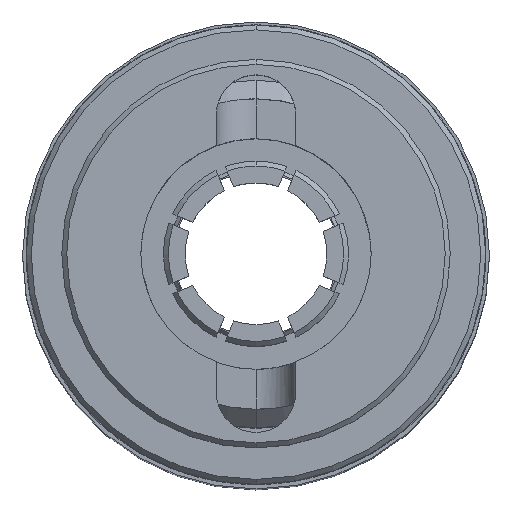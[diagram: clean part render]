
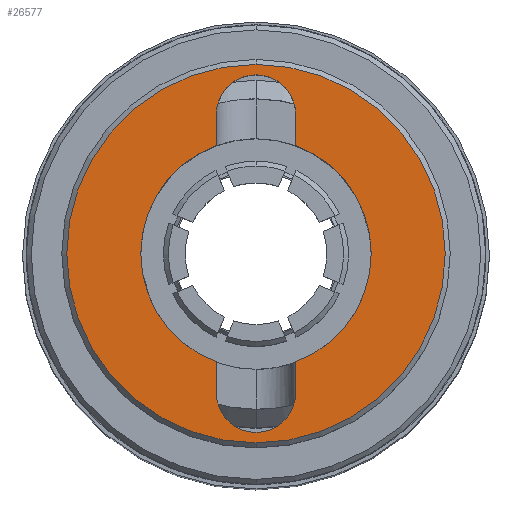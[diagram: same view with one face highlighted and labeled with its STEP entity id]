
A CAD part, top view. The second image highlights one B-rep face of the part: STEP entity #26577.
In plain terms, the highlighted planar face has unit normal (0, 0, 1).
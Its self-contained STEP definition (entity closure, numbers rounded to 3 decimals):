
#654 = VERTEX_POINT ( 'NONE', #27026 ) ;
#1337 = VERTEX_POINT ( 'NONE', #20044 ) ;
#1414 = DIRECTION ( 'NONE',  ( 0., -1., 0. ) ) ;
#1812 = CARTESIAN_POINT ( 'NONE',  ( -0.8, 2.8, 28.32 ) ) ;
#1855 = EDGE_CURVE ( 'NONE', #1337, #29795, #8334, .T. ) ;
#2275 = VERTEX_POINT ( 'NONE', #22301 ) ;
#3388 = AXIS2_PLACEMENT_3D ( 'NONE', #20856, #41220, #24337 ) ;
#4475 = CARTESIAN_POINT ( 'NONE',  ( 0.8, 2.8, 28.32 ) ) ;
#4551 = VERTEX_POINT ( 'NONE', #38401 ) ;
#4856 = EDGE_CURVE ( 'NONE', #4551, #2275, #42511, .T. ) ;
#4886 = VERTEX_POINT ( 'NONE', #1812 ) ;
#6405 = CIRCLE ( 'NONE', #25941, 0.8 ) ;
#6416 = DIRECTION ( 'NONE',  ( 0., 0., -1. ) ) ;
#6453 = EDGE_LOOP ( 'NONE', ( #34682, #26440, #16007, #10462, #22427, #7001, #12804, #29651 ) ) ;
#7001 = ORIENTED_EDGE ( 'NONE', *, *, #4856, .T. ) ;
#8298 = EDGE_CURVE ( 'NONE', #4886, #2275, #37378, .T. ) ;
#8334 = LINE ( 'NONE', #41645, #25598 ) ;
#8546 = CARTESIAN_POINT ( 'NONE',  ( 0., 3.81, 28.32 ) ) ;
#9086 = ORIENTED_EDGE ( 'NONE', *, *, #36578, .T. ) ;
#9785 = CIRCLE ( 'NONE', #25867, 2.32 ) ;
#10462 = ORIENTED_EDGE ( 'NONE', *, *, #13997, .F. ) ;
#10591 = CARTESIAN_POINT ( 'NONE',  ( 0.8, -2.8, 28.32 ) ) ;
#10786 = EDGE_CURVE ( 'NONE', #11271, #654, #12278, .T. ) ;
#11271 = VERTEX_POINT ( 'NONE', #8546 ) ;
#12278 = CIRCLE ( 'NONE', #40937, 3.81 ) ;
#12679 = VECTOR ( 'NONE', #30518, 1000. ) ;
#12804 = ORIENTED_EDGE ( 'NONE', *, *, #8298, .F. ) ;
#13966 = DIRECTION ( 'NONE',  ( 0., -1., 0. ) ) ;
#13997 = EDGE_CURVE ( 'NONE', #19983, #41167, #6405, .T. ) ;
#14327 = LINE ( 'NONE', #27661, #12679 ) ;
#16007 = ORIENTED_EDGE ( 'NONE', *, *, #23006, .F. ) ;
#16137 = DIRECTION ( 'NONE',  ( 0., -1., 0. ) ) ;
#17599 = CARTESIAN_POINT ( 'NONE',  ( 0., 0., 28.32 ) ) ;
#17610 = CARTESIAN_POINT ( 'NONE',  ( -0.8, -2.8, 28.32 ) ) ;
#17654 = CARTESIAN_POINT ( 'NONE',  ( 0., -2.8, 28.32 ) ) ;
#19426 = CARTESIAN_POINT ( 'NONE',  ( 0., 0., 28.32 ) ) ;
#19983 = VERTEX_POINT ( 'NONE', #17610 ) ;
#20044 = CARTESIAN_POINT ( 'NONE',  ( 0.8, 2.178, 28.32 ) ) ;
#20856 = CARTESIAN_POINT ( 'NONE',  ( 0., 0., 28.32 ) ) ;
#21321 = PLANE ( 'NONE',  #26632 ) ;
#21750 = FACE_OUTER_BOUND ( 'NONE', #24631, .T. ) ;
#22301 = CARTESIAN_POINT ( 'NONE',  ( -0.8, 2.178, 28.32 ) ) ;
#22427 = ORIENTED_EDGE ( 'NONE', *, *, #26481, .F. ) ;
#23006 = EDGE_CURVE ( 'NONE', #41167, #32613, #27213, .T. ) ;
#23053 = CARTESIAN_POINT ( 'NONE',  ( 0., 0., 28.32 ) ) ;
#23352 = CARTESIAN_POINT ( 'NONE',  ( 0.8, -2.8, 28.32 ) ) ;
#24153 = DIRECTION ( 'NONE',  ( 0., -1., 0. ) ) ;
#24207 = DIRECTION ( 'NONE',  ( 1., 0., 0. ) ) ;
#24337 = DIRECTION ( 'NONE',  ( 0., 1., 0. ) ) ;
#24590 = FACE_BOUND ( 'NONE', #6453, .T. ) ;
#24631 = EDGE_LOOP ( 'NONE', ( #29400, #9086 ) ) ;
#25598 = VECTOR ( 'NONE', #38336, 1000. ) ;
#25867 = AXIS2_PLACEMENT_3D ( 'NONE', #23053, #6416, #36192 ) ;
#25941 = AXIS2_PLACEMENT_3D ( 'NONE', #17654, #40433, #24207 ) ;
#26375 = DIRECTION ( 'NONE',  ( 0., 0., 1. ) ) ;
#26440 = ORIENTED_EDGE ( 'NONE', *, *, #26732, .T. ) ;
#26481 = EDGE_CURVE ( 'NONE', #4551, #19983, #14327, .T. ) ;
#26577 = ADVANCED_FACE ( 'NONE', ( #21750, #24590 ), #21321, .T. ) ;
#26632 = AXIS2_PLACEMENT_3D ( 'NONE', #35105, #34661, #1414 ) ;
#26732 = EDGE_CURVE ( 'NONE', #1337, #32613, #9785, .T. ) ;
#27026 = CARTESIAN_POINT ( 'NONE',  ( 0., -3.81, 28.32 ) ) ;
#27213 = LINE ( 'NONE', #10591, #31250 ) ;
#27303 = CIRCLE ( 'NONE', #33589, 0.8 ) ;
#27661 = CARTESIAN_POINT ( 'NONE',  ( -0.8, 2.32, 28.32 ) ) ;
#29400 = ORIENTED_EDGE ( 'NONE', *, *, #10786, .T. ) ;
#29451 = CARTESIAN_POINT ( 'NONE',  ( 0., 2.8, 28.32 ) ) ;
#29651 = ORIENTED_EDGE ( 'NONE', *, *, #36586, .F. ) ;
#29795 = VERTEX_POINT ( 'NONE', #4475 ) ;
#30220 = VECTOR ( 'NONE', #13966, 1000. ) ;
#30518 = DIRECTION ( 'NONE',  ( 0., -1., 0. ) ) ;
#30929 = DIRECTION ( 'NONE',  ( 0., 0., 1. ) ) ;
#31250 = VECTOR ( 'NONE', #37501, 1000. ) ;
#32181 = CIRCLE ( 'NONE', #39931, 3.81 ) ;
#32613 = VERTEX_POINT ( 'NONE', #36129 ) ;
#32736 = DIRECTION ( 'NONE',  ( 0., 0., 1. ) ) ;
#33445 = CARTESIAN_POINT ( 'NONE',  ( -0.8, -2.8, 28.32 ) ) ;
#33589 = AXIS2_PLACEMENT_3D ( 'NONE', #29451, #26375, #39759 ) ;
#34661 = DIRECTION ( 'NONE',  ( 0., 0., 1. ) ) ;
#34682 = ORIENTED_EDGE ( 'NONE', *, *, #1855, .F. ) ;
#35105 = CARTESIAN_POINT ( 'NONE',  ( 0., 2.32, 28.32 ) ) ;
#36129 = CARTESIAN_POINT ( 'NONE',  ( 0.8, -2.178, 28.32 ) ) ;
#36192 = DIRECTION ( 'NONE',  ( 0., 1., 0. ) ) ;
#36578 = EDGE_CURVE ( 'NONE', #654, #11271, #32181, .T. ) ;
#36586 = EDGE_CURVE ( 'NONE', #29795, #4886, #27303, .T. ) ;
#37378 = LINE ( 'NONE', #33445, #30220 ) ;
#37501 = DIRECTION ( 'NONE',  ( 0., 1., 0. ) ) ;
#38336 = DIRECTION ( 'NONE',  ( 0., 1., 0. ) ) ;
#38401 = CARTESIAN_POINT ( 'NONE',  ( -0.8, -2.178, 28.32 ) ) ;
#39759 = DIRECTION ( 'NONE',  ( 1., 0., 0. ) ) ;
#39931 = AXIS2_PLACEMENT_3D ( 'NONE', #19426, #32736, #16137 ) ;
#40433 = DIRECTION ( 'NONE',  ( 0., 0., 1. ) ) ;
#40937 = AXIS2_PLACEMENT_3D ( 'NONE', #17599, #30929, #24153 ) ;
#41167 = VERTEX_POINT ( 'NONE', #23352 ) ;
#41220 = DIRECTION ( 'NONE',  ( 0., 0., -1. ) ) ;
#41645 = CARTESIAN_POINT ( 'NONE',  ( 0.8, 2.32, 28.32 ) ) ;
#42511 = CIRCLE ( 'NONE', #3388, 2.32 ) ;
